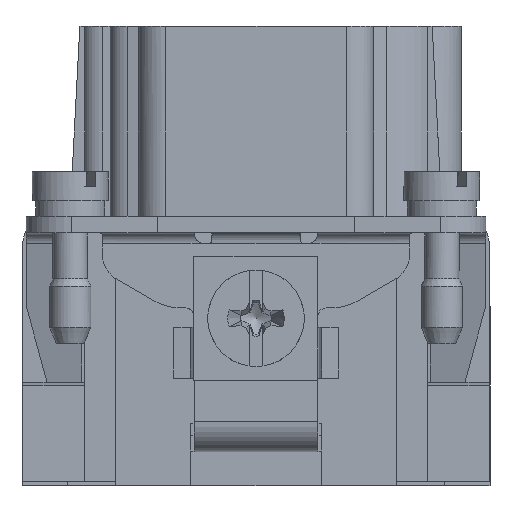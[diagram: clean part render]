
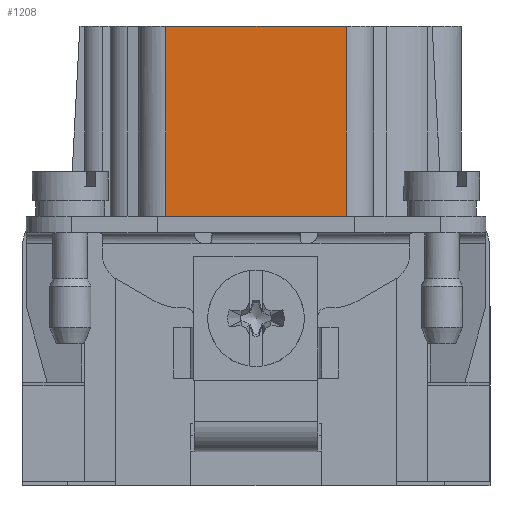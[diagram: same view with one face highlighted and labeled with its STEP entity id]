
A CAD part, left-side view. The second image highlights one B-rep face of the part: STEP entity #1208.
In plain terms, the highlighted planar face has unit normal (-1, 0, 0).
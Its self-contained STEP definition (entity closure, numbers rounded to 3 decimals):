
#548=FACE_OUTER_BOUND('',#5531,.T.);
#1208=ADVANCED_FACE('',(#548),#1905,.F.);
#1905=PLANE('',#13888);
#2532=LINE('',#18684,#3930);
#2762=LINE('',#19311,#4160);
#2821=LINE('',#19447,#4219);
#2822=LINE('',#19448,#4220);
#3930=VECTOR('',#15021,1.);
#4160=VECTOR('',#15561,1.);
#4219=VECTOR('',#15710,1.);
#4220=VECTOR('',#15711,1.);
#5531=EDGE_LOOP('',(#7097,#7098,#7099,#7100));
#7097=ORIENTED_EDGE('',*,*,#11595,.T.);
#7098=ORIENTED_EDGE('',*,*,#11972,.T.);
#7099=ORIENTED_EDGE('',*,*,#11901,.F.);
#7100=ORIENTED_EDGE('',*,*,#11973,.T.);
#10252=VERTEX_POINT('',#18675);
#10256=VERTEX_POINT('',#18683);
#10495=VERTEX_POINT('',#19312);
#10496=VERTEX_POINT('',#19313);
#11595=EDGE_CURVE('',#10252,#10256,#2532,.T.);
#11901=EDGE_CURVE('',#10495,#10496,#2762,.T.);
#11972=EDGE_CURVE('',#10256,#10496,#2821,.T.);
#11973=EDGE_CURVE('',#10495,#10252,#2822,.T.);
#13888=AXIS2_PLACEMENT_3D('',#19449,#15712,#15713);
#15021=DIRECTION('',(0.,-1.,0.));
#15561=DIRECTION('',(0.,-1.,0.));
#15710=DIRECTION('',(0.,0.,1.));
#15711=DIRECTION('',(0.,0.,-1.));
#15712=DIRECTION('',(1.,0.,0.));
#15713=DIRECTION('',(0.,0.,1.));
#18675=CARTESIAN_POINT('',(-25.425,6.55,1.2));
#18683=CARTESIAN_POINT('',(-25.425,-6.55,1.2));
#18684=CARTESIAN_POINT('',(-25.425,8.55,1.2));
#19311=CARTESIAN_POINT('',(-25.425,8.55,15.));
#19312=CARTESIAN_POINT('',(-25.425,6.55,15.));
#19313=CARTESIAN_POINT('',(-25.425,-6.55,15.));
#19447=CARTESIAN_POINT('',(-25.425,-6.55,15.));
#19448=CARTESIAN_POINT('',(-25.425,6.55,15.));
#19449=CARTESIAN_POINT('',(-25.425,8.55,15.));
